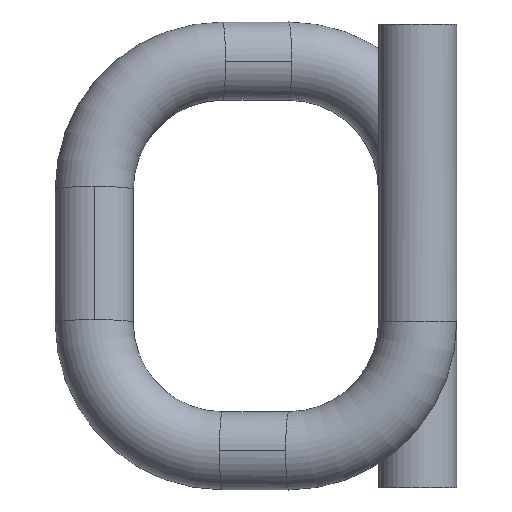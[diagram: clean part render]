
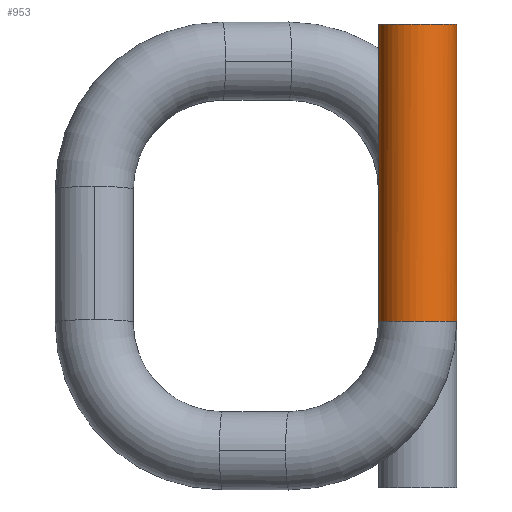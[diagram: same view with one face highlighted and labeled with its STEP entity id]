
A CAD part, left-side view. The second image highlights one B-rep face of the part: STEP entity #953.
In plain terms, the highlighted cylindrical face has radius 0.193 mm (diameter 0.386 mm), a partial arc.
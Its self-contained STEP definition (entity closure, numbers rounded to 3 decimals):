
#83 = DIRECTION ( 'NONE',  ( 0., 0., 1. ) ) ;
#149 = CIRCLE ( 'NONE', #2605, 0.193 ) ;
#289 = CARTESIAN_POINT ( 'NONE',  ( 0., 0., -1.283 ) ) ;
#351 = EDGE_CURVE ( 'NONE', #1488, #3209, #537, .T. ) ;
#419 = LINE ( 'NONE', #4702, #3524 ) ;
#537 = CIRCLE ( 'NONE', #2642, 0.193 ) ;
#565 = VECTOR ( 'NONE', #1208, 1000. ) ;
#691 = DIRECTION ( 'NONE',  ( 0., -1., 0. ) ) ;
#751 = EDGE_CURVE ( 'NONE', #3782, #1532, #149, .T. ) ;
#953 = ADVANCED_FACE ( 'NONE', ( #4834 ), #4524, .T. ) ;
#1159 = DIRECTION ( 'NONE',  ( 0., 0., -1. ) ) ;
#1208 = DIRECTION ( 'NONE',  ( 0., 0., 1. ) ) ;
#1448 = CARTESIAN_POINT ( 'NONE',  ( 0., -0.193, 0.183 ) ) ;
#1488 = VERTEX_POINT ( 'NONE', #2140 ) ;
#1532 = VERTEX_POINT ( 'NONE', #2542 ) ;
#1549 = DIRECTION ( 'NONE',  ( 0., 0., 1. ) ) ;
#2124 = ORIENTED_EDGE ( 'NONE', *, *, #751, .T. ) ;
#2136 = AXIS2_PLACEMENT_3D ( 'NONE', #3148, #1549, #3170 ) ;
#2140 = CARTESIAN_POINT ( 'NONE',  ( 0., 0.193, -1.283 ) ) ;
#2176 = CARTESIAN_POINT ( 'NONE',  ( -0.015, -0.192, -1.283 ) ) ;
#2335 = DIRECTION ( 'NONE',  ( 0., 0., 1. ) ) ;
#2396 = CIRCLE ( 'NONE', #3873, 0.193 ) ;
#2526 = CARTESIAN_POINT ( 'NONE',  ( 0., 0., -1.283 ) ) ;
#2542 = CARTESIAN_POINT ( 'NONE',  ( 0., 0.193, 0.183 ) ) ;
#2605 = AXIS2_PLACEMENT_3D ( 'NONE', #3567, #1159, #3949 ) ;
#2641 = ORIENTED_EDGE ( 'NONE', *, *, #351, .T. ) ;
#2642 = AXIS2_PLACEMENT_3D ( 'NONE', #2526, #83, #2926 ) ;
#2859 = EDGE_LOOP ( 'NONE', ( #4475, #2641, #4174, #3350, #2124 ) ) ;
#2926 = DIRECTION ( 'NONE',  ( 0., -1., 0. ) ) ;
#2955 = EDGE_CURVE ( 'NONE', #4304, #3782, #3769, .T. ) ;
#3112 = DIRECTION ( 'NONE',  ( 0., 0., 1. ) ) ;
#3148 = CARTESIAN_POINT ( 'NONE',  ( 0., 0., -1.283 ) ) ;
#3170 = DIRECTION ( 'NONE',  ( 0., -1., 0. ) ) ;
#3209 = VERTEX_POINT ( 'NONE', #2176 ) ;
#3350 = ORIENTED_EDGE ( 'NONE', *, *, #2955, .T. ) ;
#3524 = VECTOR ( 'NONE', #2335, 1000. ) ;
#3567 = CARTESIAN_POINT ( 'NONE',  ( 0., 0., 0.183 ) ) ;
#3769 = LINE ( 'NONE', #4131, #565 ) ;
#3782 = VERTEX_POINT ( 'NONE', #1448 ) ;
#3873 = AXIS2_PLACEMENT_3D ( 'NONE', #289, #3112, #691 ) ;
#3949 = DIRECTION ( 'NONE',  ( 0., -1., 0. ) ) ;
#4131 = CARTESIAN_POINT ( 'NONE',  ( 0., -0.193, -1.283 ) ) ;
#4174 = ORIENTED_EDGE ( 'NONE', *, *, #4968, .T. ) ;
#4218 = EDGE_CURVE ( 'NONE', #1488, #1532, #419, .T. ) ;
#4304 = VERTEX_POINT ( 'NONE', #5154 ) ;
#4475 = ORIENTED_EDGE ( 'NONE', *, *, #4218, .F. ) ;
#4524 = CYLINDRICAL_SURFACE ( 'NONE', #2136, 0.193 ) ;
#4702 = CARTESIAN_POINT ( 'NONE',  ( 0., 0.193, -1.283 ) ) ;
#4834 = FACE_OUTER_BOUND ( 'NONE', #2859, .T. ) ;
#4968 = EDGE_CURVE ( 'NONE', #3209, #4304, #2396, .T. ) ;
#5154 = CARTESIAN_POINT ( 'NONE',  ( 0., -0.193, -1.283 ) ) ;
